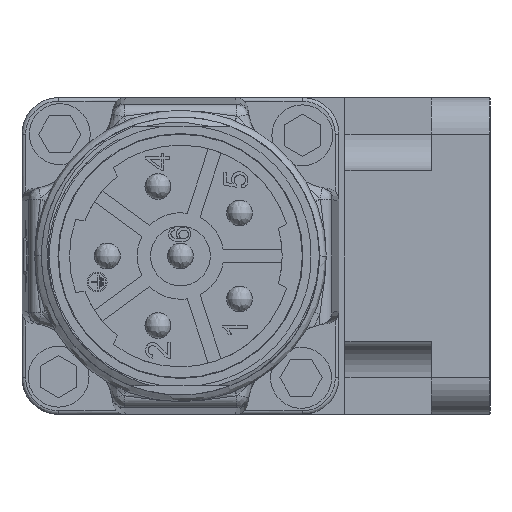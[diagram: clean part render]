
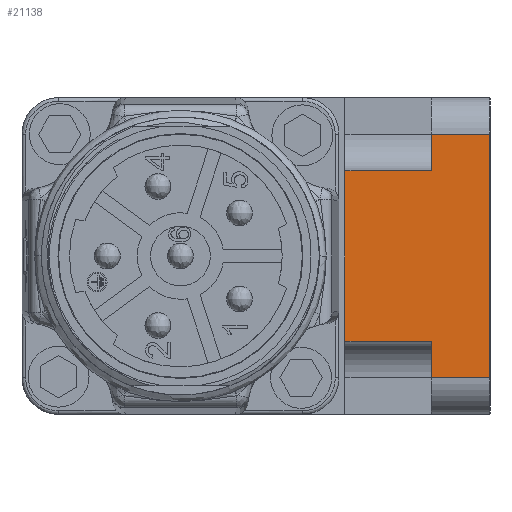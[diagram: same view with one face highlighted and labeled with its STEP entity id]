
A CAD part, left-side view. The second image highlights one B-rep face of the part: STEP entity #21138.
In plain terms, the highlighted planar face has unit normal (-1, 0, 0).
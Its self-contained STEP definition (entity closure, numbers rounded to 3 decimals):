
#441 = FACE_OUTER_BOUND ( 'NONE', #33763, .T. ) ;
#1237 = VECTOR ( 'NONE', #19307, 1000. ) ;
#1736 = LINE ( 'NONE', #16604, #1237 ) ;
#2321 = CARTESIAN_POINT ( 'NONE',  ( -0.91, -17.866, -10. ) ) ;
#2913 = VECTOR ( 'NONE', #29561, 1000. ) ;
#3395 = LINE ( 'NONE', #11100, #2913 ) ;
#3576 = AXIS2_PLACEMENT_3D ( 'NONE', #33058, #11947, #30644 ) ;
#3721 = EDGE_CURVE ( 'NONE', #23139, #19237, #32773, .T. ) ;
#3739 = CARTESIAN_POINT ( 'NONE',  ( -0.91, -13.066, 7. ) ) ;
#4287 = CARTESIAN_POINT ( 'NONE',  ( -0.91, -5.966, -10. ) ) ;
#4753 = CARTESIAN_POINT ( 'NONE',  ( -0.91, -13.066, 0. ) ) ;
#5411 = VECTOR ( 'NONE', #26657, 1000. ) ;
#5471 = LINE ( 'NONE', #4753, #5411 ) ;
#5703 = VERTEX_POINT ( 'NONE', #25101 ) ;
#6092 = EDGE_CURVE ( 'NONE', #22298, #16799, #10671, .T. ) ;
#6204 = EDGE_CURVE ( 'NONE', #22298, #17874, #10340, .T. ) ;
#6284 = CARTESIAN_POINT ( 'NONE',  ( -0.91, -17.866, 10. ) ) ;
#6398 = DIRECTION ( 'NONE',  ( 0., -1., 0. ) ) ;
#6409 = EDGE_CURVE ( 'NONE', #19237, #9821, #10805, .T. ) ;
#6601 = EDGE_CURVE ( 'NONE', #23139, #5703, #5471, .T. ) ;
#6809 = EDGE_CURVE ( 'NONE', #33181, #5703, #3395, .T. ) ;
#7010 = EDGE_CURVE ( 'NONE', #16799, #33181, #1736, .T. ) ;
#8359 = DIRECTION ( 'NONE',  ( 0., -1., 0. ) ) ;
#9580 = DIRECTION ( 'NONE',  ( 0., 0., 1. ) ) ;
#9643 = VECTOR ( 'NONE', #9580, 1000. ) ;
#9821 = VERTEX_POINT ( 'NONE', #22580 ) ;
#10084 = VECTOR ( 'NONE', #32797, 1000. ) ;
#10340 = LINE ( 'NONE', #30158, #10084 ) ;
#10671 = LINE ( 'NONE', #24289, #11585 ) ;
#10805 = LINE ( 'NONE', #4287, #9643 ) ;
#11100 = CARTESIAN_POINT ( 'NONE',  ( -0.91, -13.066, -10. ) ) ;
#11585 = VECTOR ( 'NONE', #8359, 1000. ) ;
#11947 = DIRECTION ( 'NONE',  ( 1., 0., 0. ) ) ;
#14399 = CARTESIAN_POINT ( 'NONE',  ( -0.91, -13.066, 7. ) ) ;
#16604 = CARTESIAN_POINT ( 'NONE',  ( -0.91, -17.866, 0. ) ) ;
#16799 = VERTEX_POINT ( 'NONE', #6284 ) ;
#17874 = VERTEX_POINT ( 'NONE', #14399 ) ;
#19237 = VERTEX_POINT ( 'NONE', #31165 ) ;
#19307 = DIRECTION ( 'NONE',  ( 0., 0., -1. ) ) ;
#20068 = ORIENTED_EDGE ( 'NONE', *, *, #6601, .T. ) ;
#21138 = ADVANCED_FACE ( 'NONE', ( #441 ), #27936, .F. ) ;
#22298 = VERTEX_POINT ( 'NONE', #28236 ) ;
#22580 = CARTESIAN_POINT ( 'NONE',  ( -0.91, -5.966, 7. ) ) ;
#23139 = VERTEX_POINT ( 'NONE', #34097 ) ;
#24289 = CARTESIAN_POINT ( 'NONE',  ( -0.91, -13.066, 10. ) ) ;
#25101 = CARTESIAN_POINT ( 'NONE',  ( -0.91, -13.066, -10. ) ) ;
#26546 = DIRECTION ( 'NONE',  ( 0., 1., 0. ) ) ;
#26583 = CARTESIAN_POINT ( 'NONE',  ( -0.91, -13.066, -7. ) ) ;
#26657 = DIRECTION ( 'NONE',  ( 0., 0., -1. ) ) ;
#27585 = ORIENTED_EDGE ( 'NONE', *, *, #6809, .F. ) ;
#27936 = PLANE ( 'NONE',  #3576 ) ;
#28236 = CARTESIAN_POINT ( 'NONE',  ( -0.91, -13.066, 10. ) ) ;
#29561 = DIRECTION ( 'NONE',  ( 0., 1., 0. ) ) ;
#29980 = VECTOR ( 'NONE', #6398, 1000. ) ;
#30158 = CARTESIAN_POINT ( 'NONE',  ( -0.91, -13.066, 0. ) ) ;
#30457 = ORIENTED_EDGE ( 'NONE', *, *, #7010, .F. ) ;
#30644 = DIRECTION ( 'NONE',  ( 0., 0., -1. ) ) ;
#30880 = LINE ( 'NONE', #3739, #29980 ) ;
#31038 = ORIENTED_EDGE ( 'NONE', *, *, #6092, .F. ) ;
#31165 = CARTESIAN_POINT ( 'NONE',  ( -0.91, -5.966, -7. ) ) ;
#31582 = ORIENTED_EDGE ( 'NONE', *, *, #6204, .T. ) ;
#32177 = ORIENTED_EDGE ( 'NONE', *, *, #32572, .F. ) ;
#32242 = VECTOR ( 'NONE', #26546, 1000. ) ;
#32572 = EDGE_CURVE ( 'NONE', #9821, #17874, #30880, .T. ) ;
#32773 = LINE ( 'NONE', #26583, #32242 ) ;
#32797 = DIRECTION ( 'NONE',  ( 0., 0., -1. ) ) ;
#32960 = ORIENTED_EDGE ( 'NONE', *, *, #6409, .F. ) ;
#33058 = CARTESIAN_POINT ( 'NONE',  ( -0.91, -13.066, 13. ) ) ;
#33181 = VERTEX_POINT ( 'NONE', #2321 ) ;
#33664 = ORIENTED_EDGE ( 'NONE', *, *, #3721, .F. ) ;
#33763 = EDGE_LOOP ( 'NONE', ( #31038, #31582, #32177, #32960, #33664, #20068, #27585, #30457 ) ) ;
#34097 = CARTESIAN_POINT ( 'NONE',  ( -0.91, -13.066, -7. ) ) ;
